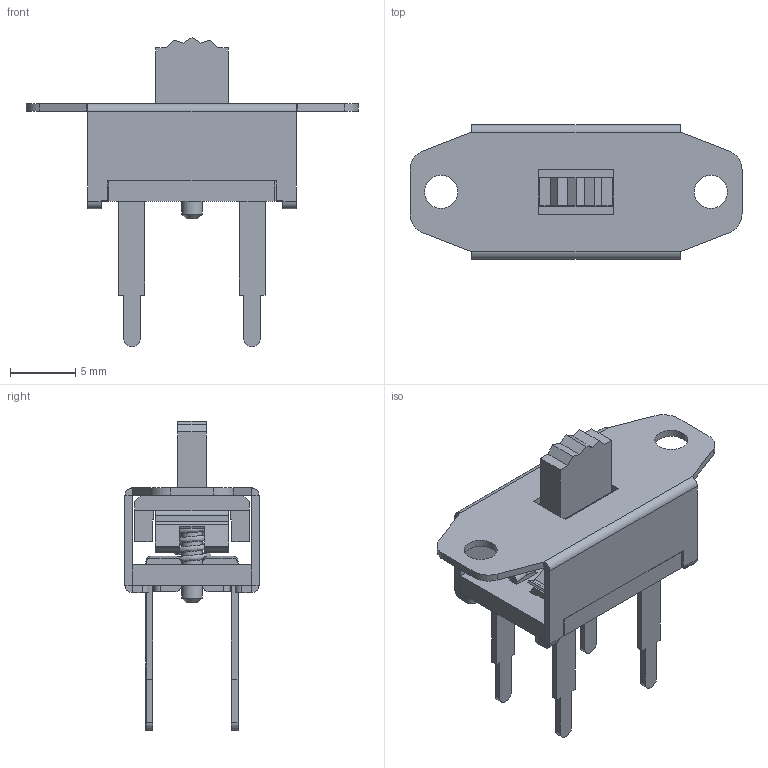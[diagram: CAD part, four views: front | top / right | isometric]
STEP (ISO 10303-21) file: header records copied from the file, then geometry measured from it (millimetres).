
FILE_DESCRIPTION(/* description */ (''),/* implementation_level */ '2;1');
FILE_NAME(/* name */ 'G-223-0022 Model.stp',/* time_stamp */ '2023-02-21T14:04:03-05:00',/* author */ ('dwiltbank'),/* organization */ (''),/* preprocessor_version */ 'ST-DEVELOPER v18.1',/* originating_system */ 'Autodesk Inventor 2022',/* authorisation */ '');
FILE_SCHEMA (('AUTOMOTIVE_DESIGN { 1 0 10303 214 3 1 1 }'));
Length unit declared in the file: inch
Products named in the file (1): G-223-0022_Simplify_1
Bounding box: 25.4 x 10.27 x 23.66 mm (x, y, z)
Volume: 761.5 mm3; surface area: 2065.9 mm2
Topology: 1 solids, 1 shells, 344 faces, 978 edges, 629 vertices
Faces by surface type: plane 261, cylinder 77, bspline 5, cone 1
Full cylindrical faces by diameter (mm): 1.575 x1, 1.702 x1, 1.778 x1, 2.54 x2
Entity records: 12777 total; most frequent: CARTESIAN_POINT 3241, ORIENTED_EDGE 1956, DIRECTION 1814, EDGE_CURVE 978, LINE 802, VECTOR 802, VERTEX_POINT 629, AXIS2_PLACEMENT_3D 506
